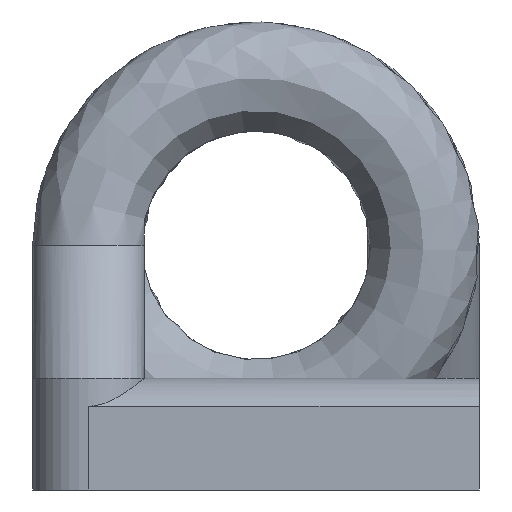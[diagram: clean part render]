
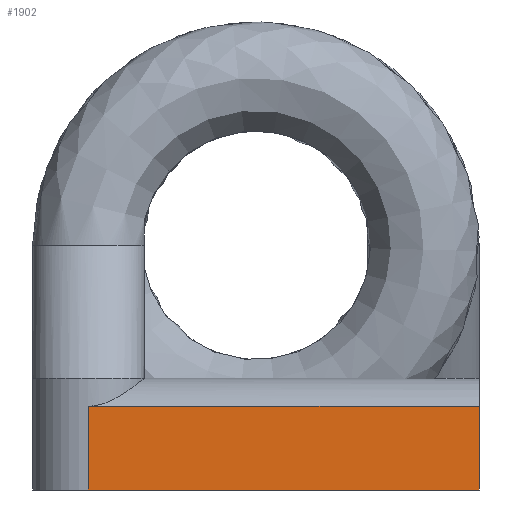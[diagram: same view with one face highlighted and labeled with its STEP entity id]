
A CAD part, left-side view. The second image highlights one B-rep face of the part: STEP entity #1902.
In plain terms, the highlighted planar face has unit normal (-1, 0, 0).
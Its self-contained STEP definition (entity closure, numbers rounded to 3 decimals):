
#1508=DIRECTION('',(0.,1.,0.));
#1686=VERTEX_POINT('',#1687);
#1687=CARTESIAN_POINT('',(-2.225,1.335,0.668));
#1744=ORIENTED_EDGE('',*,*,#1745,.T.);
#1745=EDGE_CURVE('',#1686,#1746,#1748,.T.);
#1746=VERTEX_POINT('',#1747);
#1747=CARTESIAN_POINT('',(-2.225,1.335,0.));
#1748=LINE('',#1687,#1749);
#1749=VECTOR('',#1750,1.);
#1750=DIRECTION('',(0.,0.,-1.));
#1887=VERTEX_POINT('',#1888);
#1888=CARTESIAN_POINT('',(-2.225,-1.78,0.668));
#1897=VECTOR('',#1508,1.);
#1899=EDGE_CURVE('',#1887,#1686,#1900,.T.);
#1900=LINE('',#1888,#1897);
#1902=ADVANCED_FACE('',(#1903),#1914,.T.);
#1903=FACE_BOUND('',#1904,.T.);
#1904=EDGE_LOOP('',(#1905,#1744,#1906,#1911));
#1905=ORIENTED_EDGE('',*,*,#1899,.T.);
#1906=ORIENTED_EDGE('',*,*,#1907,.F.);
#1907=EDGE_CURVE('',#1908,#1746,#1910,.T.);
#1908=VERTEX_POINT('',#1909);
#1909=CARTESIAN_POINT('',(-2.225,-1.78,0.));
#1910=LINE('',#1909,#1897);
#1911=ORIENTED_EDGE('',*,*,#1912,.F.);
#1912=EDGE_CURVE('',#1887,#1908,#1913,.T.);
#1913=LINE('',#1888,#1749);
#1914=PLANE('',#1915);
#1915=AXIS2_PLACEMENT_3D('',#1888,#1916,#1750);
#1916=DIRECTION('',(-1.,0.,0.));
